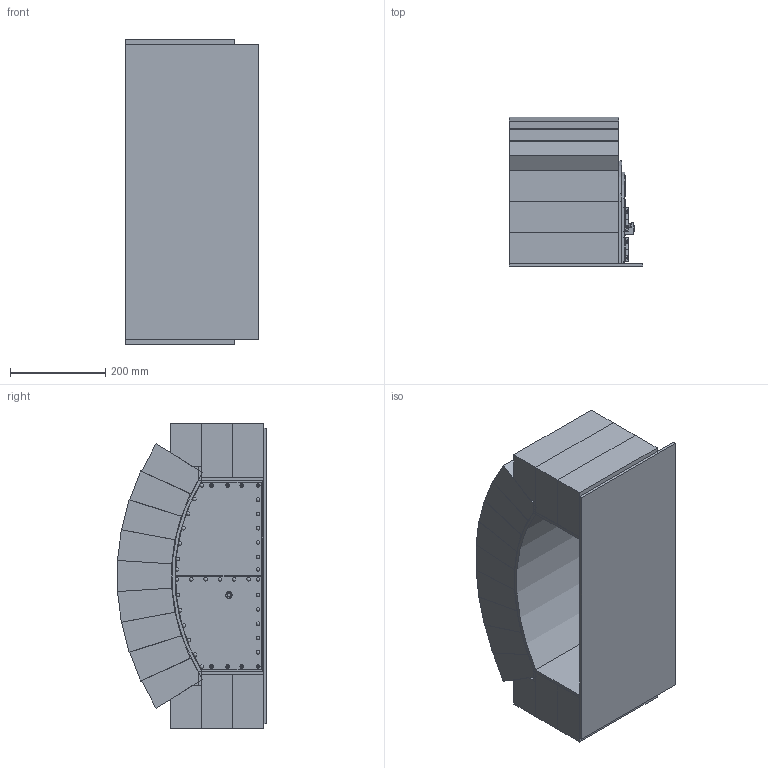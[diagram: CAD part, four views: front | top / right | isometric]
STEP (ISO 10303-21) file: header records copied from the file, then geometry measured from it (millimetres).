
FILE_DESCRIPTION(/* description */ (''),/* implementation_level */ '2;1');
FILE_NAME(/* name */ 'assy_kama_all.stp',/* time_stamp */ '2016-04-17T14:46:33+09:00',/* author */ ('ak'),/* organization */ (''),/* preprocessor_version */ 'ST-DEVELOPER v16.1',/* originating_system */ 'Autodesk Inventor 2016',/* authorisation */ '');
FILE_SCHEMA (('CONFIG_CONTROL_DESIGN'));
Length unit declared in the file: millimetre
Products named in the file (39): base_plate; side_plate; roof; side_flange; 230x30FB; roof_flange; door_plate; door_flange_1; hook; JIS B 1213 - 4 x 24 x 12(2); ; ; ; ; B-78-A-12; ISO 4762 - M4 x 20ISO; JIS B 1181 - M4(4); ボルト締結1; ボルト締結2; ボルト締結3; assy_door_left; door_plate_1; door_flange_2; ボルト締結1_1; ボルト締結2_1; assy_door_right; 20x50FB; ボルト締結1_2; ボルト締結2_2; ボルト締結5; ボルト締結6; assy_kama; renga_std; renga_3; renga4; bar; JIS B 1176 - M8 x 35; JIS B 1181 - A_B M8; assy_door_all
Assembly tree (122 placements, depth 5):
  assy_door_all
    assy_kama
      base_plate
      side_plate  x2
      roof
      side_flange  x2
      230x30FB  x2
      roof_flange
      assy_door_left
        door_plate
        door_flange_1
        hook
        JIS B 1213 - 4 x 24 x 12(2)  x13
        B-78-A-12  x2
  
  
  
  
        ボルト締結1
          ISO 4762 - M4 x 20ISO  x2
          JIS B 1181 - M4(4)  x2
        ボルト締結2
          ISO 4762 - M4 x 20ISO
          JIS B 1181 - M4(4)
        ボルト締結3
          ISO 4762 - M4 x 20ISO
          JIS B 1181 - M4(4)
      assy_door_right
        door_plate_1
        door_flange_2
        JIS B 1213 - 4 x 24 x 12(2)  x18
        B-78-A-12  x2
  
  
  
  
        ボルト締結1_1
          ISO 4762 - M4 x 20ISO  x3
          JIS B 1181 - M4(4)  x3
        ボルト締結2_1
          ISO 4762 - M4 x 20ISO
          JIS B 1181 - M4(4)
      20x50FB  x4
      ボルト締結1_2
        ISO 4762 - M4 x 20ISO  x2
        JIS B 1181 - M4(4)  x2
      ボルト締結2_2
        ISO 4762 - M4 x 20ISO  x2
        JIS B 1181 - M4(4)  x2
      ボルト締結5
        ISO 4762 - M4 x 20ISO  x2
        JIS B 1181 - M4(4)  x2
      ボルト締結6
        ISO 4762 - M4 x 20ISO  x2
        JIS B 1181 - M4(4)  x2
    renga_std  x4
    renga_3  x2
    renga4  x9
    bar
    JIS B 1176 - M8 x 35
Bounding box: 280 x 312.89 x 640 mm (x, y, z)
Volume: 25696901.3 mm3; surface area: 2416620.8 mm2
Topology: 118 solids, 118 shells, 1436 faces, 3105 edges, 1992 vertices
Faces by surface type: plane 709, cone 330, cylinder 301, sphere 62, torus 34
Full cylindrical faces by diameter (mm): 3 x4, 3.2 x16, 3.242 x16, 4 x110, 4.5 x24, 6.2 x16, 6.647 x4, 7 x16, 8 x1, 9 x1, 10 x1, 13 x1
Entity records: 10215 total; most frequent: DIRECTION 1784, CARTESIAN_POINT 1710, ORIENTED_EDGE 1280, AXIS2_PLACEMENT_3D 728, EDGE_CURVE 640, EDGE_LOOP 546, VERTEX_POINT 474, LINE 328
